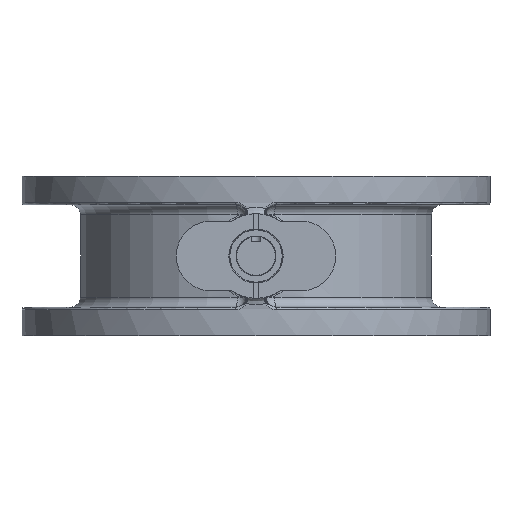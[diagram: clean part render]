
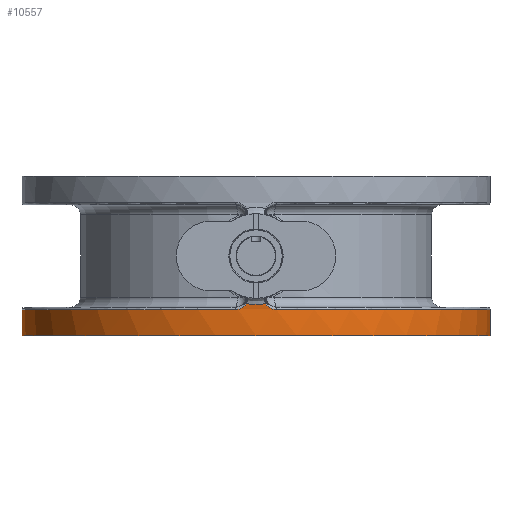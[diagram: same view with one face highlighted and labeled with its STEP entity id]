
A CAD part, left-side view. The second image highlights one B-rep face of the part: STEP entity #10557.
In plain terms, the highlighted cylindrical face has radius 298.45 mm (diameter 596.9 mm), a partial arc.
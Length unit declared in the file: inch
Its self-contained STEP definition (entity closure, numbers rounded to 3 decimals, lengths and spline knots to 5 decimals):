
#2104=DIRECTION('',(0.,0.,-1.));
#2105=VECTOR('',#2104,1.3125);
#2106=CARTESIAN_POINT('',(0.,-11.75,-2.6875));
#2107=LINE('',#2106,#2105);
#2154=DIRECTION('',(0.,0.,-1.));
#2155=VECTOR('',#2154,1.3125);
#2156=CARTESIAN_POINT('',(0.,11.75,-2.6875));
#2157=LINE('',#2156,#2155);
#2163=CARTESIAN_POINT('',(0.,0.,-4.));
#2164=DIRECTION('',(0.,0.,-1.));
#2165=DIRECTION('',(0.,-1.,0.));
#2166=AXIS2_PLACEMENT_3D('',#2163,#2164,#2165);
#2168=CARTESIAN_POINT('',(0.,0.,-2.6875));
#2169=DIRECTION('',(0.,0.,1.));
#2170=DIRECTION('',(0.,1.,0.));
#2171=AXIS2_PLACEMENT_3D('',#2168,#2169,#2170);
#2173=CARTESIAN_POINT('',(-11.70645,1.01075,-2.6875));
#2174=CARTESIAN_POINT('',(-11.70776,0.99551,
-2.6875));
#2175=CARTESIAN_POINT('',(-11.71033,0.96504,
-2.6864));
#2176=CARTESIAN_POINT('',(-11.71402,0.91922,
-2.68145));
#2177=CARTESIAN_POINT('',(-11.7175,0.87374,
-2.67319));
#2178=CARTESIAN_POINT('',(-11.72075,0.8289,
-2.66163));
#2179=CARTESIAN_POINT('',(-11.72377,0.78505,
-2.64684));
#2180=CARTESIAN_POINT('',(-11.72654,0.74246,
-2.62895));
#2181=CARTESIAN_POINT('',(-11.72907,0.7014,
-2.60807));
#2182=CARTESIAN_POINT('',(-11.73136,0.66203,
-2.5843));
#2183=CARTESIAN_POINT('',(-11.73341,0.62446,
-2.55772));
#2184=CARTESIAN_POINT('',(-11.73525,0.58889,
-2.52847));
#2185=CARTESIAN_POINT('',(-11.73687,0.55563,
-2.49674));
#2186=CARTESIAN_POINT('',(-11.73828,0.52491,
-2.46282));
#2187=CARTESIAN_POINT('',(-11.7395,0.49689,
-2.42696));
#2188=CARTESIAN_POINT('',(-11.74019,0.48017,
-2.40204));
#2189=CARTESIAN_POINT('',(-11.7405,0.47228,
-2.3893));
#2191=CARTESIAN_POINT('',(-11.7405,0.47228,
-2.3893));
#2192=CARTESIAN_POINT('',(-11.74206,0.43366,
-2.39735));
#2193=CARTESIAN_POINT('',(-11.7448,0.356,
-2.41147));
#2194=CARTESIAN_POINT('',(-11.74779,0.23795,
-2.42676));
#2195=CARTESIAN_POINT('',(-11.7496,0.11902,
-2.43597));
#2196=CARTESIAN_POINT('',(-11.7502,-0.00034,
-2.43903));
#2197=CARTESIAN_POINT('',(-11.74959,-0.11966,
-2.43593));
#2198=CARTESIAN_POINT('',(-11.74778,-0.23847,
-2.42669));
#2199=CARTESIAN_POINT('',(-11.74479,-0.35631,
-2.41142));
#2200=CARTESIAN_POINT('',(-11.74205,-0.43377,
-2.39732));
#2201=CARTESIAN_POINT('',(-11.74051,-0.47227,
-2.3893));
#2203=CARTESIAN_POINT('',(-11.70645,-1.01075,-2.6875));
#2204=CARTESIAN_POINT('',(-11.70776,-0.99553,
-2.6875));
#2205=CARTESIAN_POINT('',(-11.71033,-0.96511,
-2.6864));
#2206=CARTESIAN_POINT('',(-11.71401,-0.91939,
-2.68147));
#2207=CARTESIAN_POINT('',(-11.71748,-0.87399,
-2.67324));
#2208=CARTESIAN_POINT('',(-11.72073,-0.82918,
-2.66172));
#2209=CARTESIAN_POINT('',(-11.72376,-0.78528,
-2.64693));
#2210=CARTESIAN_POINT('',(-11.72654,-0.74254,
-2.62899));
#2211=CARTESIAN_POINT('',(-11.72908,-0.70123,
-2.60799));
#2212=CARTESIAN_POINT('',(-11.73138,-0.66162,
-2.58404));
#2213=CARTESIAN_POINT('',(-11.73344,-0.62394,
-2.55733));
#2214=CARTESIAN_POINT('',(-11.73527,-0.58842,
-2.52804));
#2215=CARTESIAN_POINT('',(-11.73689,-0.55527,
-2.49637));
#2216=CARTESIAN_POINT('',(-11.73829,-0.5247,
-2.46256));
#2217=CARTESIAN_POINT('',(-11.7395,-0.49682,
-2.42685));
#2218=CARTESIAN_POINT('',(-11.74019,-0.48014,
-2.402));
#2219=CARTESIAN_POINT('',(-11.74051,-0.47227,
-2.3893));
#2221=CARTESIAN_POINT('',(0.,0.,-2.6875));
#2222=DIRECTION('',(0.,0.,-1.));
#2223=DIRECTION('',(0.,-1.,0.));
#2224=AXIS2_PLACEMENT_3D('',#2221,#2222,#2223);
#7107=CARTESIAN_POINT('',(0.,11.75,-2.6875));
#7108=CARTESIAN_POINT('',(-11.70645,1.01075,-2.6875));
#7109=VERTEX_POINT('',#7107);
#7110=VERTEX_POINT('',#7108);
#7147=VERTEX_POINT('',#2189);
#7231=VERTEX_POINT('',#2201);
#7237=CARTESIAN_POINT('',(0.,-11.75,-2.6875));
#7238=CARTESIAN_POINT('',(-11.70645,-1.01075,-2.6875));
#7239=VERTEX_POINT('',#7237);
#7240=VERTEX_POINT('',#7238);
#7527=CARTESIAN_POINT('',(0.,-11.75,-4.));
#7528=VERTEX_POINT('',#7527);
#7531=CARTESIAN_POINT('',(0.,11.75,-4.));
#7532=VERTEX_POINT('',#7531);
#10537=CARTESIAN_POINT('',(0.,0.,4.675));
#10538=DIRECTION('',(0.,0.,-1.));
#10539=DIRECTION('',(0.,-1.,0.));
#10540=AXIS2_PLACEMENT_3D('',#10537,#10538,#10539);
#10541=CYLINDRICAL_SURFACE('',#10540,11.75);
#10542=ORIENTED_EDGE('',*,*,#10510,.T.);
#10544=ORIENTED_EDGE('',*,*,#10543,.T.);
#10545=ORIENTED_EDGE('',*,*,#10530,.F.);
#10547=ORIENTED_EDGE('',*,*,#10546,.T.);
#10549=ORIENTED_EDGE('',*,*,#10548,.T.);
#10551=ORIENTED_EDGE('',*,*,#10550,.T.);
#10553=ORIENTED_EDGE('',*,*,#10552,.F.);
#10554=ORIENTED_EDGE('',*,*,#10496,.F.);
#10555=EDGE_LOOP('',(#10542,#10544,#10545,#10547,#10549,#10551,#10553,#10554));
#10556=FACE_OUTER_BOUND('',#10555,.F.);
#10557=ADVANCED_FACE('',(#10556),#10541,.T.);
#2167=CIRCLE('',#2166,11.75);
#2172=CIRCLE('',#2171,11.75);
#2190=B_SPLINE_CURVE_WITH_KNOTS('',3,(#2173,#2174,#2175,#2176,#2177,#2178,#2179,
#2180,#2181,#2182,#2183,#2184,#2185,#2186,#2187,#2188,#2189),.UNSPECIFIED.,.F.,
.F.,(4,1,1,1,1,1,1,1,1,1,1,1,1,1,4),(0.,0.07143,0.14286,
0.21429,0.28571,0.35714,0.42857,0.5,
0.57143,0.64286,0.71429,0.78571,
0.85714,0.92857,1.),.UNSPECIFIED.);
#2202=B_SPLINE_CURVE_WITH_KNOTS('',3,(#2191,#2192,#2193,#2194,#2195,#2196,#2197,
#2198,#2199,#2200,#2201),.UNSPECIFIED.,.F.,.F.,(4,1,1,1,1,1,1,1,4),(0.,
0.125,0.25,0.375,0.5,0.625,0.75,0.875,1.),.UNSPECIFIED.);
#2220=B_SPLINE_CURVE_WITH_KNOTS('',3,(#2203,#2204,#2205,#2206,#2207,#2208,#2209,
#2210,#2211,#2212,#2213,#2214,#2215,#2216,#2217,#2218,#2219),.UNSPECIFIED.,.F.,
.F.,(4,1,1,1,1,1,1,1,1,1,1,1,1,1,4),(0.,0.07143,0.14286,
0.21429,0.28571,0.35714,0.42857,0.5,
0.57143,0.64286,0.71429,0.78571,
0.85714,0.92857,1.),.UNSPECIFIED.);
#2225=CIRCLE('',#2224,11.75);
#10496=EDGE_CURVE('',#7239,#7240,#2225,.T.);
#10510=EDGE_CURVE('',#7239,#7528,#2107,.T.);
#10530=EDGE_CURVE('',#7109,#7532,#2157,.T.);
#10543=EDGE_CURVE('',#7528,#7532,#2167,.T.);
#10546=EDGE_CURVE('',#7109,#7110,#2172,.T.);
#10548=EDGE_CURVE('',#7110,#7147,#2190,.T.);
#10550=EDGE_CURVE('',#7147,#7231,#2202,.T.);
#10552=EDGE_CURVE('',#7240,#7231,#2220,.T.);
